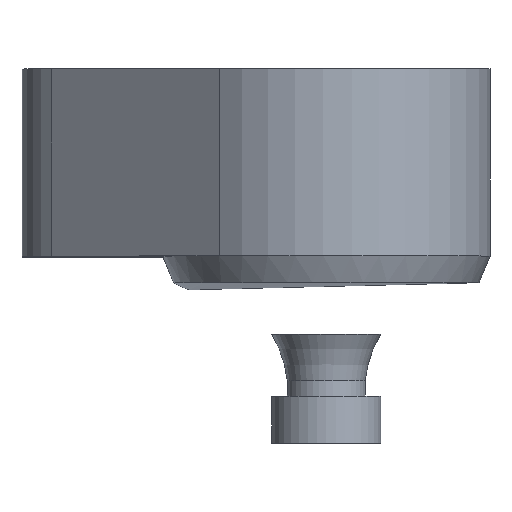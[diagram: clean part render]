
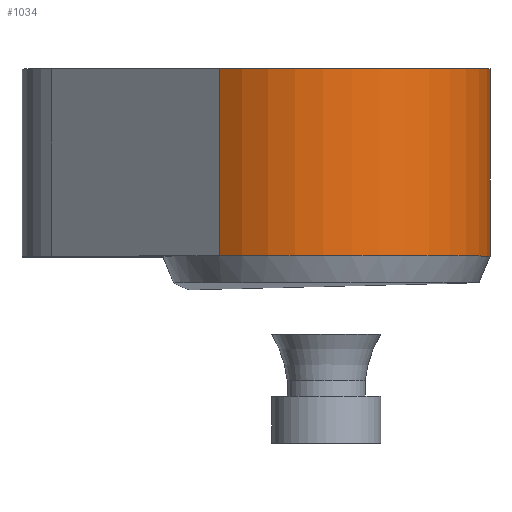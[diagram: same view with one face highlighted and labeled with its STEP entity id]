
A CAD part, top view. The second image highlights one B-rep face of the part: STEP entity #1034.
In plain terms, the highlighted cylindrical face has radius 10.5 mm (diameter 21 mm), a partial arc.
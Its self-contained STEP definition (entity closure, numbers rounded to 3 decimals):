
#76=CYLINDRICAL_SURFACE('',#1119,10.5);
#173=FACE_OUTER_BOUND('',#238,.T.);
#238=EDGE_LOOP('',(#894,#895,#896,#897));
#278=LINE('',#1739,#336);
#298=LINE('',#2428,#356);
#336=VECTOR('',#1221,10.);
#356=VECTOR('',#1329,10.);
#377=CIRCLE('',#1060,10.5);
#409=CIRCLE('',#1120,10.5);
#427=VERTEX_POINT('',#1431);
#428=VERTEX_POINT('',#1433);
#461=VERTEX_POINT('',#1737);
#501=VERTEX_POINT('',#2426);
#526=EDGE_CURVE('',#427,#428,#377,.T.);
#574=EDGE_CURVE('',#461,#427,#278,.T.);
#642=EDGE_CURVE('',#501,#461,#409,.T.);
#643=EDGE_CURVE('',#501,#428,#298,.T.);
#894=ORIENTED_EDGE('',*,*,#526,.F.);
#895=ORIENTED_EDGE('',*,*,#574,.F.);
#896=ORIENTED_EDGE('',*,*,#642,.F.);
#897=ORIENTED_EDGE('',*,*,#643,.T.);
#1034=ADVANCED_FACE('',(#173),#76,.T.);
#1060=AXIS2_PLACEMENT_3D('',#1434,#1167,#1168);
#1119=AXIS2_PLACEMENT_3D('',#2425,#1325,#1326);
#1120=AXIS2_PLACEMENT_3D('',#2427,#1327,#1328);
#1167=DIRECTION('center_axis',(0.,-1.,0.));
#1168=DIRECTION('ref_axis',(0.984,0.,-0.176));
#1221=DIRECTION('',(0.,-1.,0.));
#1325=DIRECTION('center_axis',(0.,-1.,0.));
#1326=DIRECTION('ref_axis',(0.628,0.,0.779));
#1327=DIRECTION('center_axis',(0.,1.,0.));
#1328=DIRECTION('ref_axis',(-0.984,0.,0.176));
#1329=DIRECTION('',(0.,-1.,0.));
#1431=CARTESIAN_POINT('',(28.719,-12.,36.973));
#1433=CARTESIAN_POINT('',(12.63,-12.,49.941));
#1434=CARTESIAN_POINT('Origin',(19.5,-12.,42.));
#1737=CARTESIAN_POINT('',(28.719,0.,36.973));
#1739=CARTESIAN_POINT('',(28.719,0.,36.973));
#2425=CARTESIAN_POINT('Origin',(19.5,0.,42.));
#2426=CARTESIAN_POINT('',(12.63,0.,49.941));
#2427=CARTESIAN_POINT('Origin',(19.5,0.,42.));
#2428=CARTESIAN_POINT('',(12.63,0.,49.941));
